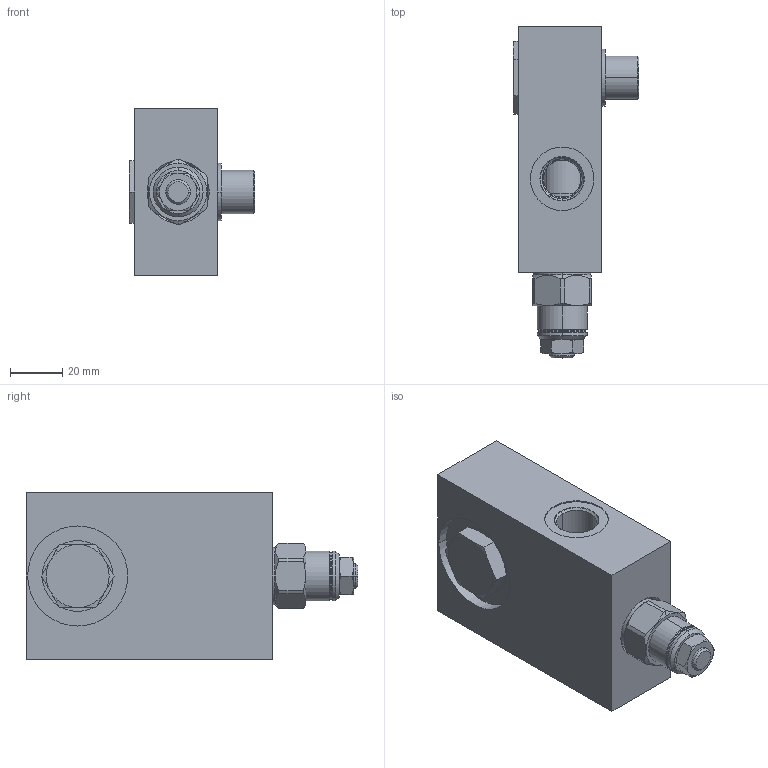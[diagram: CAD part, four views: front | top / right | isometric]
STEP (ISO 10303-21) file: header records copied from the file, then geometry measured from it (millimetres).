
FILE_DESCRIPTION((''),'2;1');
FILE_NAME('MANIFOLD_STP1_ASM','2012-04-27T',('Administrator'),(''),'PRO/ENGINEER BY PARAMETRIC TECHNOLOGY CORPORATION, 2006240','PRO/ENGINEER BY PARAMETRIC TECHNOLOGY CORPORATION, 2006240','');
FILE_SCHEMA(('CONFIG_CONTROL_DESIGN'));
Length unit declared in the file: inch
Products named in the file (3): 157344A_PRT; ASMNAME_CART_PRT; MANIFOLD_STP1_ASM
Assembly tree (2 placements, depth 2):
  MANIFOLD_STP1_ASM
    157344A_PRT
    ASMNAME_CART_PRT
Bounding box: 48.01 x 126.52 x 63.5 mm (x, y, z)
Surface area: 44817.4 mm2 (no closed solid volume)
Topology: 0 solids, 12 shells, 301 faces, 713 edges, 448 vertices
Faces by surface type: cylinder 126, cone 74, plane 63, torus 38
Entity records: 9849 total; most frequent: CARTESIAN_POINT 2677, DIRECTION 1615, ORIENTED_EDGE 1394, EDGE_CURVE 711, AXIS2_PLACEMENT_3D 698, VERTEX_POINT 448, CIRCLE 392, EDGE_LOOP 339
